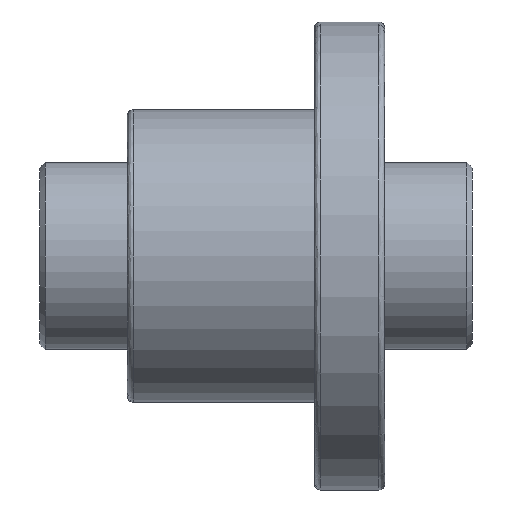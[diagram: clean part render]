
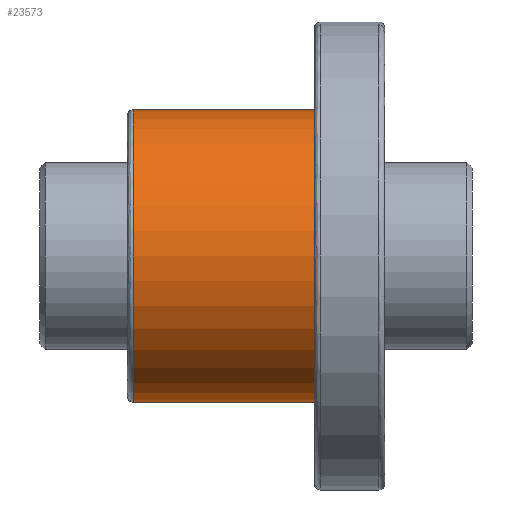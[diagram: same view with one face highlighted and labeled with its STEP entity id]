
A CAD part, front view. The second image highlights one B-rep face of the part: STEP entity #23573.
In plain terms, the highlighted cylindrical face has radius 25 mm (diameter 50 mm), a partial arc.
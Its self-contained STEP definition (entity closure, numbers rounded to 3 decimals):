
#697 = VERTEX_POINT ( 'NONE', #16424 ) ;
#2637 = DIRECTION ( 'NONE',  ( -1., 0., 0. ) ) ;
#2724 = CARTESIAN_POINT ( 'NONE',  ( -27., 0., 25. ) ) ;
#3006 = DIRECTION ( 'NONE',  ( 0., 0., -1. ) ) ;
#4485 = CARTESIAN_POINT ( 'NONE',  ( -27., 0., 0. ) ) ;
#4863 = ORIENTED_EDGE ( 'NONE', *, *, #7025, .T. ) ;
#6278 = DIRECTION ( 'NONE',  ( 1., 0., 0. ) ) ;
#7025 = EDGE_CURVE ( 'NONE', #8036, #16408, #22877, .T. ) ;
#7414 = AXIS2_PLACEMENT_3D ( 'NONE', #4485, #2637, #15680 ) ;
#7652 = DIRECTION ( 'NONE',  ( 1., 0., 0. ) ) ;
#8036 = VERTEX_POINT ( 'NONE', #20955 ) ;
#8674 = ORIENTED_EDGE ( 'NONE', *, *, #22604, .F. ) ;
#10237 = CARTESIAN_POINT ( 'NONE',  ( -74., 0., -25. ) ) ;
#10403 = CARTESIAN_POINT ( 'NONE',  ( -58., 0., 0. ) ) ;
#10614 = CARTESIAN_POINT ( 'NONE',  ( -58., 0., 25. ) ) ;
#10882 = LINE ( 'NONE', #17608, #22227 ) ;
#11144 = EDGE_CURVE ( 'NONE', #18704, #697, #16048, .T. ) ;
#13226 = CYLINDRICAL_SURFACE ( 'NONE', #22560, 25. ) ;
#14511 = ORIENTED_EDGE ( 'NONE', *, *, #11144, .T. ) ;
#15680 = DIRECTION ( 'NONE',  ( 0., 0., -1. ) ) ;
#16048 = CIRCLE ( 'NONE', #23083, 25. ) ;
#16326 = EDGE_LOOP ( 'NONE', ( #8674, #14511, #21369, #4863 ) ) ;
#16408 = VERTEX_POINT ( 'NONE', #2724 ) ;
#16424 = CARTESIAN_POINT ( 'NONE',  ( -58., 0., -25. ) ) ;
#16751 = LINE ( 'NONE', #10237, #21354 ) ;
#17489 = DIRECTION ( 'NONE',  ( 0., 0., -1. ) ) ;
#17577 = DIRECTION ( 'NONE',  ( 1., 0., 0. ) ) ;
#17608 = CARTESIAN_POINT ( 'NONE',  ( -74., 0., 25. ) ) ;
#17722 = CARTESIAN_POINT ( 'NONE',  ( -74., 0., 0. ) ) ;
#18704 = VERTEX_POINT ( 'NONE', #10614 ) ;
#20955 = CARTESIAN_POINT ( 'NONE',  ( -27., 0., -25. ) ) ;
#21271 = DIRECTION ( 'NONE',  ( 1., 0., 0. ) ) ;
#21354 = VECTOR ( 'NONE', #7652, 1000. ) ;
#21369 = ORIENTED_EDGE ( 'NONE', *, *, #23358, .T. ) ;
#21629 = FACE_OUTER_BOUND ( 'NONE', #16326, .T. ) ;
#22227 = VECTOR ( 'NONE', #6278, 1000. ) ;
#22560 = AXIS2_PLACEMENT_3D ( 'NONE', #17722, #21271, #17489 ) ;
#22604 = EDGE_CURVE ( 'NONE', #18704, #16408, #10882, .T. ) ;
#22877 = CIRCLE ( 'NONE', #7414, 25. ) ;
#23083 = AXIS2_PLACEMENT_3D ( 'NONE', #10403, #17577, #3006 ) ;
#23358 = EDGE_CURVE ( 'NONE', #697, #8036, #16751, .T. ) ;
#23573 = ADVANCED_FACE ( 'NONE', ( #21629 ), #13226, .T. ) ;
